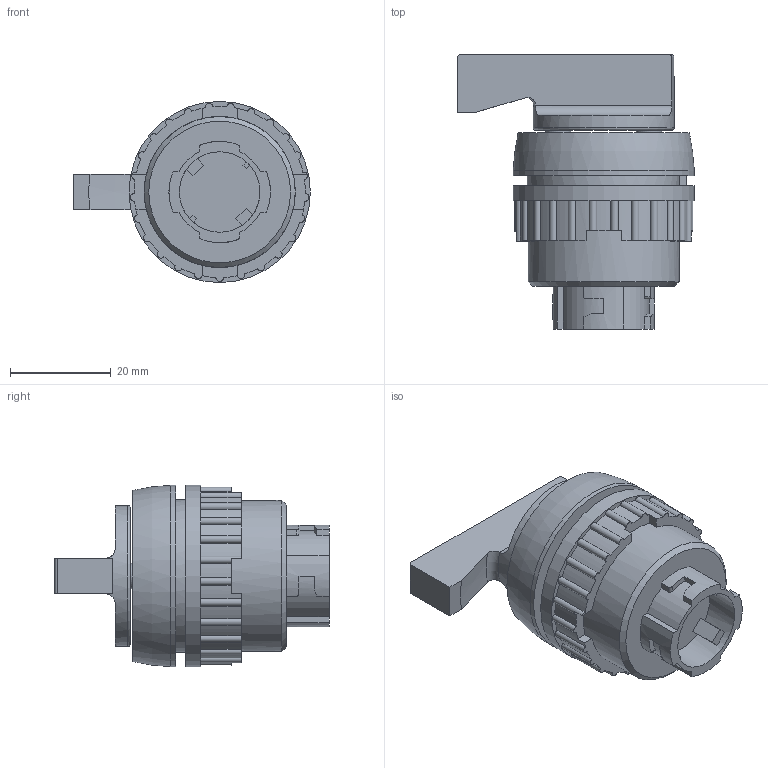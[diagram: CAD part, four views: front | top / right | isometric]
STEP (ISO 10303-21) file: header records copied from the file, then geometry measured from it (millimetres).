
FILE_DESCRIPTION(/* description */ ('STEP AP214'),/* implementation_level */ '2;1');
FILE_NAME(/* name */ '9302_N-30-SW',/* time_stamp */ '2024-09-11T21:22:03+02:00',/* author */ ('License CC BY-ND 4.0'),/* organization */ ('CADENAS'),/* preprocessor_version */ 'ST-DEVELOPER v19.3',/* originating_system */ 'PARTsolutions',/* authorisation */ ' ');
FILE_SCHEMA (('AUTOMOTIVE_DESIGN {1 0 10303 214 3 1 1}'));
Length unit declared in the file: millimetre
Products named in the file (1): 9302 N-30-SW
Bounding box: 47 x 54.5 x 36 mm (x, y, z)
Volume: 32766.2 mm3; surface area: 9767.6 mm2
Topology: 1 solids, 1 shells, 166 faces, 461 edges, 306 vertices
Faces by surface type: plane 85, cylinder 74, torus 4, cone 3
Full cylindrical faces by diameter (mm): 5 x2, 16 x1, 28 x1, 30 x2, 30.3 x1, 36 x2
Entity records: 6482 total; most frequent: CARTESIAN_POINT 969, DIRECTION 951, ORIENTED_EDGE 884, EDGE_CURVE 442, AXIS2_PLACEMENT_3D 360, VERTEX_POINT 300, LINE 231, VECTOR 231
